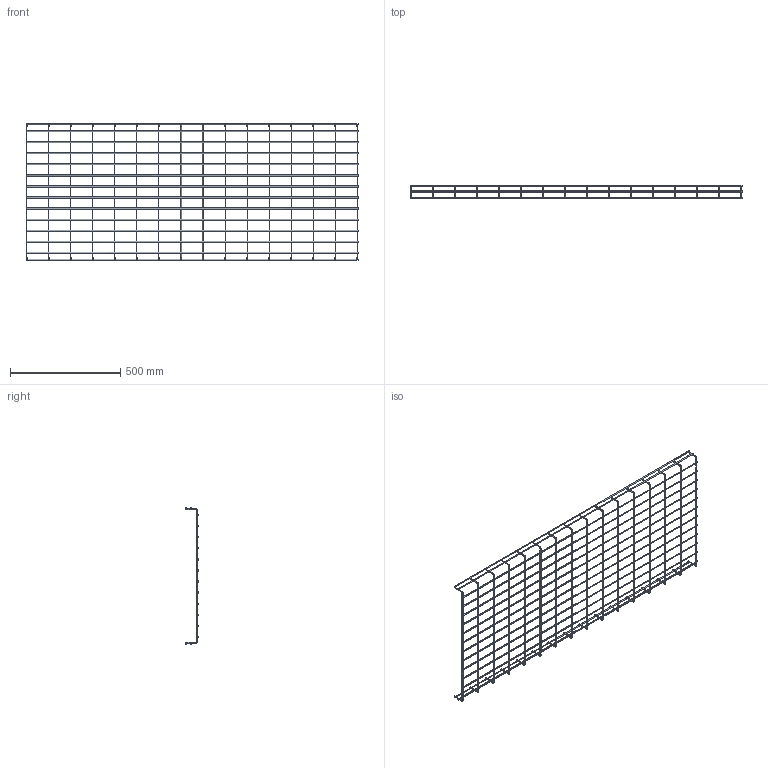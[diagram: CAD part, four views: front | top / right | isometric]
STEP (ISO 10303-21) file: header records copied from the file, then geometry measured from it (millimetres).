
FILE_DESCRIPTION (( 'STEP AP214' ), '1' );
FILE_NAME ('LCM5600-5FT_3D.step', '2024-03-21T19:45:44', ( '' ), ( '' ), 'SwSTEP 2.0', 'SolidWorks 2022', '' );
FILE_SCHEMA (( 'AUTOMOTIVE_DESIGN' ));
Length unit declared in the file: millimetre
Products named in the file (1): LCM5600-5FT_3D
Bounding box: 1505 x 60 x 620 mm (x, y, z)
Volume: 693512.6 mm3; surface area: 556134.8 mm2
Topology: 32 solids, 32 shells, 256 faces, 448 edges, 256 vertices
Faces by surface type: cylinder 128, torus 64, plane 64
Entity records: 6365 total; most frequent: CARTESIAN_POINT 1249, DIRECTION 1090, ORIENTED_EDGE 896, AXIS2_PLACEMENT_3D 481, EDGE_CURVE 448, ADVANCED_FACE 256, EDGE_LOOP 256, FACE_OUTER_BOUND 256
